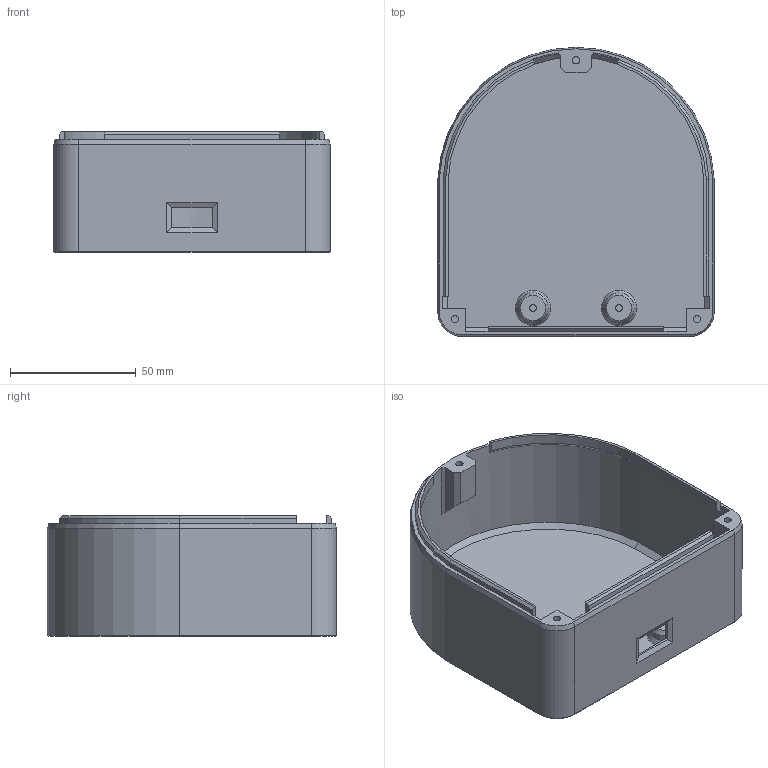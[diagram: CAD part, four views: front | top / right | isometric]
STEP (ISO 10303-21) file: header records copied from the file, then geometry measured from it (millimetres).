
FILE_DESCRIPTION(/* description */ (''),/* implementation_level */ '2;1');
FILE_NAME(/* name */ 'f5baa66c-522e-4a20-b3ea-596e2d782b8c.stp',/* time_stamp */ '2019-03-05T20:18:03+00:00',/* author */ (''),/* organization */ (''),/* preprocessor_version */ 'ST-DEVELOPER v17.2',/* originating_system */ 'Autodesk Translation Framework v7.6.0.251',/* authorisation */ '');
FILE_SCHEMA (('AUTOMOTIVE_DESIGN { 1 0 10303 214 3 1 1 }'));
Length unit declared in the file: millimetre
Products named in the file (1): BuzzerHousing
Bounding box: 110 x 115.06 x 48 mm (x, y, z)
Volume: 59623.5 mm3; surface area: 60544.4 mm2
Topology: 1 solids, 1 shells, 107 faces, 260 edges, 161 vertices
Faces by surface type: plane 68, cone 20, cylinder 19
Full cylindrical faces by diameter (mm): 2.6 x2, 2.9 x3, 12 x2
Entity records: 3142 total; most frequent: CARTESIAN_POINT 573, DIRECTION 525, ORIENTED_EDGE 524, EDGE_CURVE 262, LINE 187, VECTOR 187, AXIS2_PLACEMENT_3D 169, VERTEX_POINT 161
